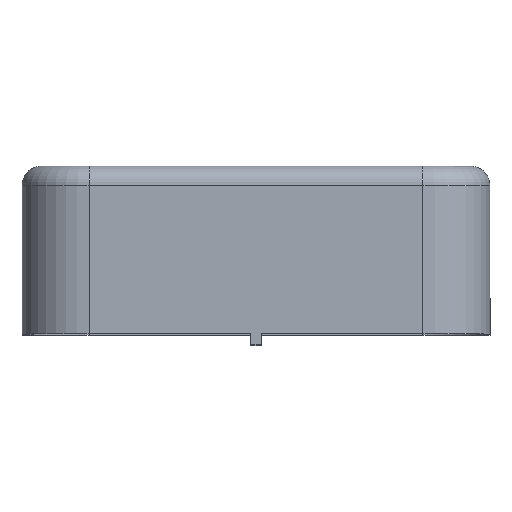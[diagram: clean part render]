
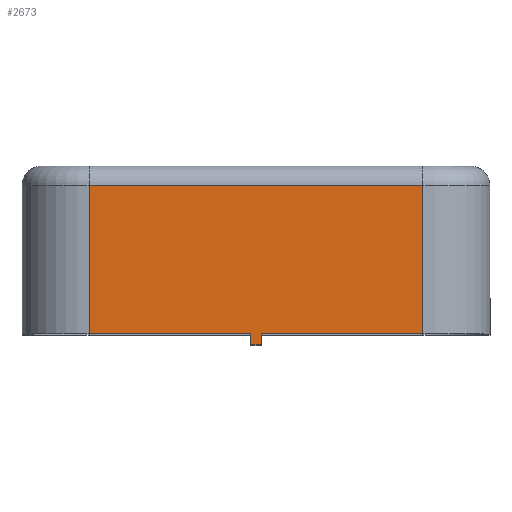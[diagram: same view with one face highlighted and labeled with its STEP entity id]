
A CAD part, top view. The second image highlights one B-rep face of the part: STEP entity #2673.
In plain terms, the highlighted planar face has unit normal (0, 0, 1).
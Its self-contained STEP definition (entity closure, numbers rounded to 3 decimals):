
#3 = CARTESIAN_POINT ( 'NONE',  ( 0.3, -9.5, 20.75 ) ) ;
#8 = EDGE_CURVE ( 'NONE', #2125, #1710, #1748, .T. ) ;
#196 = FACE_OUTER_BOUND ( 'NONE', #798, .T. ) ;
#272 = DIRECTION ( 'NONE',  ( 1., 0., 0. ) ) ;
#275 = CARTESIAN_POINT ( 'NONE',  ( -9.45, -9.5, 20.75 ) ) ;
#298 = VECTOR ( 'NONE', #1167, 1000. ) ;
#386 = CARTESIAN_POINT ( 'NONE',  ( -0.3, -9.5, 20.75 ) ) ;
#424 = DIRECTION ( 'NONE',  ( 0., -1., 0. ) ) ;
#432 = PLANE ( 'NONE',  #2638 ) ;
#485 = VERTEX_POINT ( 'NONE', #1780 ) ;
#487 = VERTEX_POINT ( 'NONE', #275 ) ;
#645 = VECTOR ( 'NONE', #424, 1000. ) ;
#661 = ORIENTED_EDGE ( 'NONE', *, *, #1086, .F. ) ;
#708 = DIRECTION ( 'NONE',  ( 0., -1., 0. ) ) ;
#719 = CARTESIAN_POINT ( 'NONE',  ( -0.3, -10.1, 20.75 ) ) ;
#745 = CARTESIAN_POINT ( 'NONE',  ( -9.45, -9.5, 20.75 ) ) ;
#746 = LINE ( 'NONE', #745, #1802 ) ;
#762 = ORIENTED_EDGE ( 'NONE', *, *, #2681, .T. ) ;
#788 = EDGE_CURVE ( 'NONE', #2806, #2723, #1689, .T. ) ;
#798 = EDGE_LOOP ( 'NONE', ( #2303, #661, #1992, #762, #2506, #2413, #1730, #1696 ) ) ;
#805 = VECTOR ( 'NONE', #2323, 1000. ) ;
#829 = CARTESIAN_POINT ( 'NONE',  ( -9.45, -1.1, 20.75 ) ) ;
#882 = VECTOR ( 'NONE', #708, 1000. ) ;
#893 = CARTESIAN_POINT ( 'NONE',  ( -9.45, 0., 20.75 ) ) ;
#944 = VECTOR ( 'NONE', #2610, 1000. ) ;
#1014 = VECTOR ( 'NONE', #272, 1000. ) ;
#1086 = EDGE_CURVE ( 'NONE', #485, #2777, #1523, .T. ) ;
#1167 = DIRECTION ( 'NONE',  ( -1., 0., 0. ) ) ;
#1182 = DIRECTION ( 'NONE',  ( 1., 0., 0. ) ) ;
#1204 = VERTEX_POINT ( 'NONE', #1524 ) ;
#1231 = LINE ( 'NONE', #1957, #645 ) ;
#1261 = LINE ( 'NONE', #719, #298 ) ;
#1341 = EDGE_CURVE ( 'NONE', #1204, #485, #1261, .T. ) ;
#1398 = EDGE_CURVE ( 'NONE', #2723, #1710, #1467, .T. ) ;
#1425 = DIRECTION ( 'NONE',  ( 1., 0., 0. ) ) ;
#1467 = LINE ( 'NONE', #1609, #882 ) ;
#1523 = LINE ( 'NONE', #2763, #805 ) ;
#1524 = CARTESIAN_POINT ( 'NONE',  ( 0.3, -10.1, 20.75 ) ) ;
#1609 = CARTESIAN_POINT ( 'NONE',  ( 9.45, 0., 20.75 ) ) ;
#1689 = LINE ( 'NONE', #2479, #2417 ) ;
#1696 = ORIENTED_EDGE ( 'NONE', *, *, #2199, .T. ) ;
#1708 = CARTESIAN_POINT ( 'NONE',  ( 9.45, -1.1, 20.75 ) ) ;
#1710 = VERTEX_POINT ( 'NONE', #2237 ) ;
#1730 = ORIENTED_EDGE ( 'NONE', *, *, #788, .F. ) ;
#1748 = LINE ( 'NONE', #2026, #1014 ) ;
#1780 = CARTESIAN_POINT ( 'NONE',  ( -0.3, -10.1, 20.75 ) ) ;
#1799 = LINE ( 'NONE', #2373, #944 ) ;
#1802 = VECTOR ( 'NONE', #1182, 1000. ) ;
#1957 = CARTESIAN_POINT ( 'NONE',  ( -9.45, 0., 20.75 ) ) ;
#1992 = ORIENTED_EDGE ( 'NONE', *, *, #1341, .F. ) ;
#2026 = CARTESIAN_POINT ( 'NONE',  ( -9.45, -9.5, 20.75 ) ) ;
#2125 = VERTEX_POINT ( 'NONE', #3 ) ;
#2199 = EDGE_CURVE ( 'NONE', #2806, #487, #1231, .T. ) ;
#2237 = CARTESIAN_POINT ( 'NONE',  ( 9.45, -9.5, 20.75 ) ) ;
#2303 = ORIENTED_EDGE ( 'NONE', *, *, #2370, .T. ) ;
#2323 = DIRECTION ( 'NONE',  ( 0., 1., 0. ) ) ;
#2370 = EDGE_CURVE ( 'NONE', #487, #2777, #746, .T. ) ;
#2373 = CARTESIAN_POINT ( 'NONE',  ( 0.3, -10.1, 20.75 ) ) ;
#2397 = DIRECTION ( 'NONE',  ( 0., 0., 1. ) ) ;
#2413 = ORIENTED_EDGE ( 'NONE', *, *, #1398, .F. ) ;
#2417 = VECTOR ( 'NONE', #1425, 1000. ) ;
#2479 = CARTESIAN_POINT ( 'NONE',  ( -9.45, -1.1, 20.75 ) ) ;
#2506 = ORIENTED_EDGE ( 'NONE', *, *, #8, .T. ) ;
#2610 = DIRECTION ( 'NONE',  ( 0., 1., 0. ) ) ;
#2638 = AXIS2_PLACEMENT_3D ( 'NONE', #893, #2397, #2814 ) ;
#2673 = ADVANCED_FACE ( 'NONE', ( #196 ), #432, .T. ) ;
#2681 = EDGE_CURVE ( 'NONE', #1204, #2125, #1799, .T. ) ;
#2723 = VERTEX_POINT ( 'NONE', #1708 ) ;
#2763 = CARTESIAN_POINT ( 'NONE',  ( -0.3, -10.1, 20.75 ) ) ;
#2777 = VERTEX_POINT ( 'NONE', #386 ) ;
#2806 = VERTEX_POINT ( 'NONE', #829 ) ;
#2814 = DIRECTION ( 'NONE',  ( 0., -1., 0. ) ) ;
